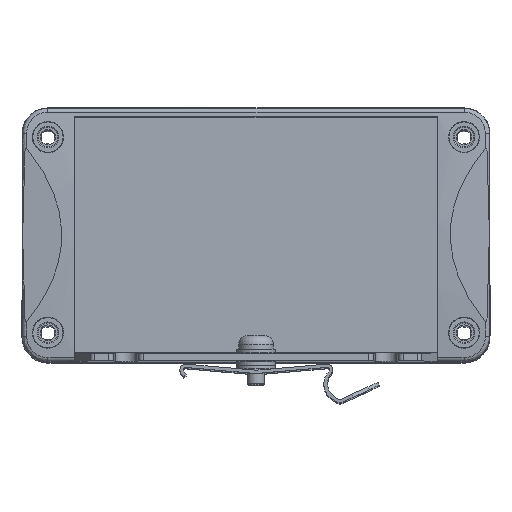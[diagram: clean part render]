
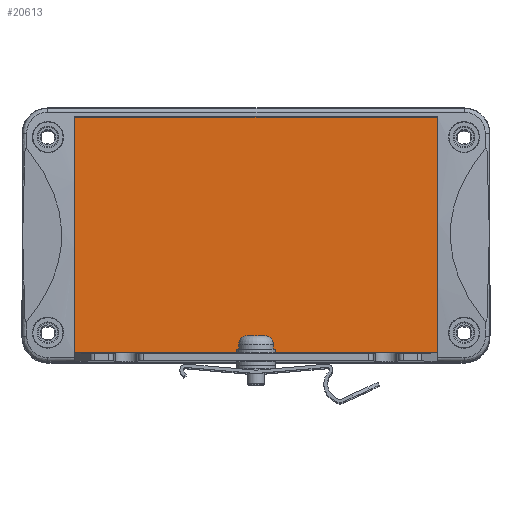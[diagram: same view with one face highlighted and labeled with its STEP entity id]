
A CAD part, top view. The second image highlights one B-rep face of the part: STEP entity #20613.
In plain terms, the highlighted face is planar.
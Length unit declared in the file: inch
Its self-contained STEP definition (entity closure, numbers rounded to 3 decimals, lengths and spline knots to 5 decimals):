
#167 = CARTESIAN_POINT ( 'NONE',  ( -1.64941, 1.06953, -0.07874 ) ) ;
#532 = ORIENTED_EDGE ( 'NONE', *, *, #21043, .F. ) ;
#1430 = VECTOR ( 'NONE', #21209, 39.37008 ) ;
#1881 = LINE ( 'NONE', #3448, #7008 ) ;
#2195 = FACE_OUTER_BOUND ( 'NONE', #16275, .T. ) ;
#2659 = VERTEX_POINT ( 'NONE', #14419 ) ;
#3254 = CARTESIAN_POINT ( 'NONE',  ( -1.64804, -1.06953, -0.07874 ) ) ;
#3448 = CARTESIAN_POINT ( 'NONE',  ( 1.64804, 1.0709, -0.07874 ) ) ;
#3867 = VERTEX_POINT ( 'NONE', #10537 ) ;
#3872 = PLANE ( 'NONE',  #19235 ) ;
#6275 = ORIENTED_EDGE ( 'NONE', *, *, #17378, .T. ) ;
#7008 = VECTOR ( 'NONE', #11012, 39.37008 ) ;
#8479 = VECTOR ( 'NONE', #13615, 39.37008 ) ;
#9423 = CARTESIAN_POINT ( 'NONE',  ( -1.64804, -1.0709, -0.07874 ) ) ;
#10537 = CARTESIAN_POINT ( 'NONE',  ( -1.64804, 1.06953, -0.07874 ) ) ;
#11012 = DIRECTION ( 'NONE',  ( 0., 1., 0. ) ) ;
#11244 = CARTESIAN_POINT ( 'NONE',  ( 0., -1.06953, -0.07874 ) ) ;
#11366 = LINE ( 'NONE', #9423, #1430 ) ;
#11434 = LINE ( 'NONE', #11244, #22349 ) ;
#12260 = VERTEX_POINT ( 'NONE', #3254 ) ;
#12502 = ORIENTED_EDGE ( 'NONE', *, *, #20904, .F. ) ;
#13615 = DIRECTION ( 'NONE',  ( -1., 0., 0. ) ) ;
#14419 = CARTESIAN_POINT ( 'NONE',  ( 1.64804, -1.06953, -0.07874 ) ) ;
#16275 = EDGE_LOOP ( 'NONE', ( #21642, #532, #12502, #6275 ) ) ;
#16358 = LINE ( 'NONE', #167, #8479 ) ;
#17378 = EDGE_CURVE ( 'NONE', #2659, #12260, #11434, .T. ) ;
#18727 = EDGE_CURVE ( 'NONE', #3867, #12260, #11366, .T. ) ;
#19235 = AXIS2_PLACEMENT_3D ( 'NONE', #21286, #21536, #19541 ) ;
#19541 = DIRECTION ( 'NONE',  ( -1., 0., 0. ) ) ;
#20613 = ADVANCED_FACE ( 'NONE', ( #2195 ), #3872, .T. ) ;
#20904 = EDGE_CURVE ( 'NONE', #2659, #23264, #1881, .T. ) ;
#21043 = EDGE_CURVE ( 'NONE', #23264, #3867, #16358, .T. ) ;
#21209 = DIRECTION ( 'NONE',  ( 0., -1., 0. ) ) ;
#21286 = CARTESIAN_POINT ( 'NONE',  ( 0., 0., -0.07874 ) ) ;
#21536 = DIRECTION ( 'NONE',  ( 0., 0., -1. ) ) ;
#21642 = ORIENTED_EDGE ( 'NONE', *, *, #18727, .F. ) ;
#22349 = VECTOR ( 'NONE', #24853, 39.37008 ) ;
#23264 = VERTEX_POINT ( 'NONE', #24421 ) ;
#24421 = CARTESIAN_POINT ( 'NONE',  ( 1.64804, 1.06953, -0.07874 ) ) ;
#24853 = DIRECTION ( 'NONE',  ( -1., 0., 0. ) ) ;
